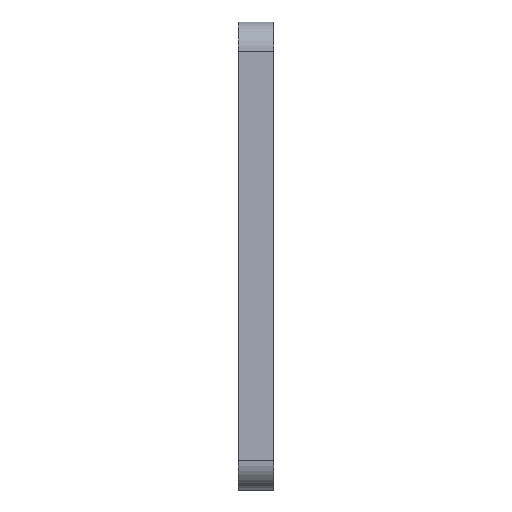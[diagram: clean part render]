
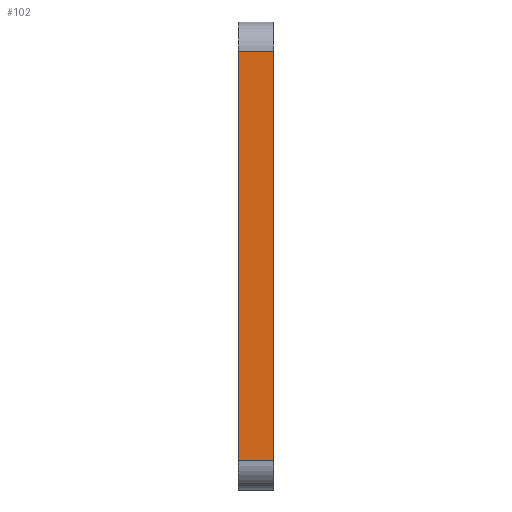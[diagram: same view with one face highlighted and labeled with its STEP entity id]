
A CAD part, left-side view. The second image highlights one B-rep face of the part: STEP entity #102.
In plain terms, the highlighted planar face has unit normal (-1, 0, 0).
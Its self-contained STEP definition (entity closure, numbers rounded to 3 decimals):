
#19 = ORIENTED_EDGE ( 'NONE', *, *, #103, .T. ) ;
#22 = ORIENTED_EDGE ( 'NONE', *, *, #26, .T. ) ;
#25 = ORIENTED_EDGE ( 'NONE', *, *, #85, .T. ) ;
#26 = EDGE_CURVE ( 'NONE', #52, #173, #410, .T. ) ;
#32 = EDGE_LOOP ( 'NONE', ( #99, #19, #25, #22 ) ) ;
#52 = VERTEX_POINT ( 'NONE', #400 ) ;
#85 = EDGE_CURVE ( 'NONE', #88, #52, #543, .T. ) ;
#88 = VERTEX_POINT ( 'NONE', #638 ) ;
#99 = ORIENTED_EDGE ( 'NONE', *, *, #135, .F. ) ;
#102 = ADVANCED_FACE ( 'NONE', ( #604 ), #595, .F. ) ;
#103 = EDGE_CURVE ( 'NONE', #130, #88, #587, .T. ) ;
#130 = VERTEX_POINT ( 'NONE', #567 ) ;
#135 = EDGE_CURVE ( 'NONE', #130, #173, #561, .T. ) ;
#173 = VERTEX_POINT ( 'NONE', #654 ) ;
#400 = CARTESIAN_POINT ( 'NONE',  ( 0., 0., -5. ) ) ;
#407 = DIRECTION ( 'NONE',  ( 0., 1., 0. ) ) ;
#408 = VECTOR ( 'NONE', #407, 1000. ) ;
#409 = CARTESIAN_POINT ( 'NONE',  ( 0., 6., -5. ) ) ;
#410 = LINE ( 'NONE', #409, #408 ) ;
#525 = DIRECTION ( 'NONE',  ( 0., 0., 1. ) ) ;
#526 = VECTOR ( 'NONE', #525, 1000. ) ;
#542 = CARTESIAN_POINT ( 'NONE',  ( 0., 0., 0. ) ) ;
#543 = LINE ( 'NONE', #542, #526 ) ;
#549 = DIRECTION ( 'NONE',  ( 0., 0., 1. ) ) ;
#550 = VECTOR ( 'NONE', #549, 1000. ) ;
#561 = LINE ( 'NONE', #645, #550 ) ;
#567 = CARTESIAN_POINT ( 'NONE',  ( 0., 6., -75. ) ) ;
#585 = DIRECTION ( 'NONE',  ( 0., -1., 0. ) ) ;
#586 = VECTOR ( 'NONE', #585, 1000. ) ;
#587 = LINE ( 'NONE', #593, #586 ) ;
#589 = DIRECTION ( 'NONE',  ( 0., 0., -1. ) ) ;
#590 = DIRECTION ( 'NONE',  ( 1., 0., 0. ) ) ;
#591 = CARTESIAN_POINT ( 'NONE',  ( 0., 6., 0. ) ) ;
#592 = AXIS2_PLACEMENT_3D ( 'NONE', #591, #590, #589 ) ;
#593 = CARTESIAN_POINT ( 'NONE',  ( 0., 6., -75. ) ) ;
#595 = PLANE ( 'NONE',  #592 ) ;
#604 = FACE_OUTER_BOUND ( 'NONE', #32, .T. ) ;
#638 = CARTESIAN_POINT ( 'NONE',  ( 0., 0., -75. ) ) ;
#645 = CARTESIAN_POINT ( 'NONE',  ( 0., 6., 0. ) ) ;
#654 = CARTESIAN_POINT ( 'NONE',  ( 0., 6., -5. ) ) ;
